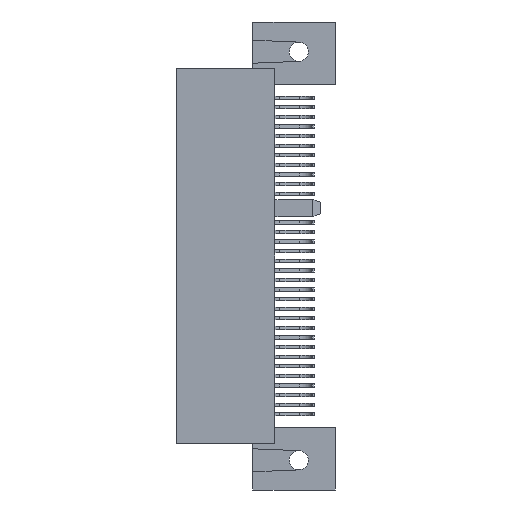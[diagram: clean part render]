
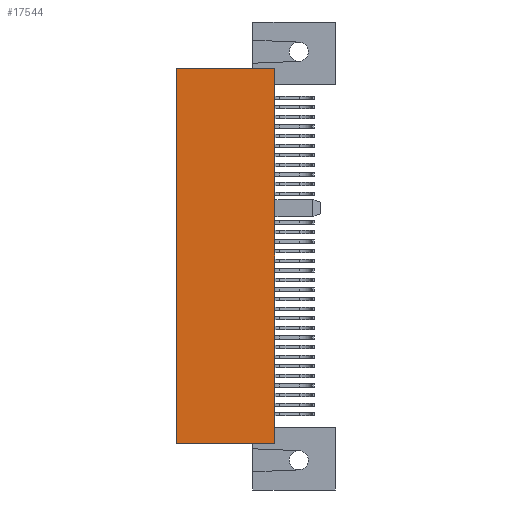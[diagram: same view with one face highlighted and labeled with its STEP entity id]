
A CAD part, left-side view. The second image highlights one B-rep face of the part: STEP entity #17544.
In plain terms, the highlighted planar face has unit normal (-1, 0, 0).
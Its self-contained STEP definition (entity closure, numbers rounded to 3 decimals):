
#326 = CARTESIAN_POINT ( 'NONE',  ( -3.75, 0., 0. ) ) ;
#624 = EDGE_CURVE ( 'NONE', #6636, #19266, #20722, .T. ) ;
#1679 = VECTOR ( 'NONE', #17020, 1000. ) ;
#2895 = CARTESIAN_POINT ( 'NONE',  ( -3.75, 0., -39. ) ) ;
#3669 = CARTESIAN_POINT ( 'NONE',  ( -3.75, 10.25, -39. ) ) ;
#4630 = VECTOR ( 'NONE', #7726, 1000. ) ;
#5548 = DIRECTION ( 'NONE',  ( -1., 0., 0. ) ) ;
#5777 = FACE_OUTER_BOUND ( 'NONE', #6680, .T. ) ;
#6405 = VERTEX_POINT ( 'NONE', #19633 ) ;
#6636 = VERTEX_POINT ( 'NONE', #11522 ) ;
#6680 = EDGE_LOOP ( 'NONE', ( #11759, #10454, #13649, #23102 ) ) ;
#6814 = EDGE_CURVE ( 'NONE', #18660, #6636, #18804, .T. ) ;
#7687 = PLANE ( 'NONE',  #23305 ) ;
#7726 = DIRECTION ( 'NONE',  ( 0., 0., 1. ) ) ;
#7811 = CARTESIAN_POINT ( 'NONE',  ( -3.75, 10.25, -39. ) ) ;
#7940 = CARTESIAN_POINT ( 'NONE',  ( -3.75, 0., 0. ) ) ;
#10454 = ORIENTED_EDGE ( 'NONE', *, *, #6814, .F. ) ;
#10519 = LINE ( 'NONE', #27748, #4630 ) ;
#11522 = CARTESIAN_POINT ( 'NONE',  ( -3.75, 10.25, 0. ) ) ;
#11759 = ORIENTED_EDGE ( 'NONE', *, *, #624, .F. ) ;
#13622 = LINE ( 'NONE', #2895, #25490 ) ;
#13649 = ORIENTED_EDGE ( 'NONE', *, *, #14473, .T. ) ;
#14473 = EDGE_CURVE ( 'NONE', #18660, #6405, #13622, .T. ) ;
#14601 = EDGE_CURVE ( 'NONE', #6405, #19266, #10519, .T. ) ;
#17020 = DIRECTION ( 'NONE',  ( 0., 0., 1. ) ) ;
#17544 = ADVANCED_FACE ( 'NONE', ( #5777 ), #7687, .T. ) ;
#18524 = DIRECTION ( 'NONE',  ( 0., -1., 0. ) ) ;
#18660 = VERTEX_POINT ( 'NONE', #7811 ) ;
#18804 = LINE ( 'NONE', #3669, #1679 ) ;
#18972 = CARTESIAN_POINT ( 'NONE',  ( -3.75, 0., -39. ) ) ;
#19266 = VERTEX_POINT ( 'NONE', #7940 ) ;
#19633 = CARTESIAN_POINT ( 'NONE',  ( -3.75, 0., -39. ) ) ;
#20031 = VECTOR ( 'NONE', #27128, 1000. ) ;
#20722 = LINE ( 'NONE', #326, #20031 ) ;
#21209 = DIRECTION ( 'NONE',  ( 0., 0., 1. ) ) ;
#23102 = ORIENTED_EDGE ( 'NONE', *, *, #14601, .T. ) ;
#23305 = AXIS2_PLACEMENT_3D ( 'NONE', #18972, #5548, #21209 ) ;
#25490 = VECTOR ( 'NONE', #18524, 1000. ) ;
#27128 = DIRECTION ( 'NONE',  ( 0., -1., 0. ) ) ;
#27748 = CARTESIAN_POINT ( 'NONE',  ( -3.75, 0., -39. ) ) ;
